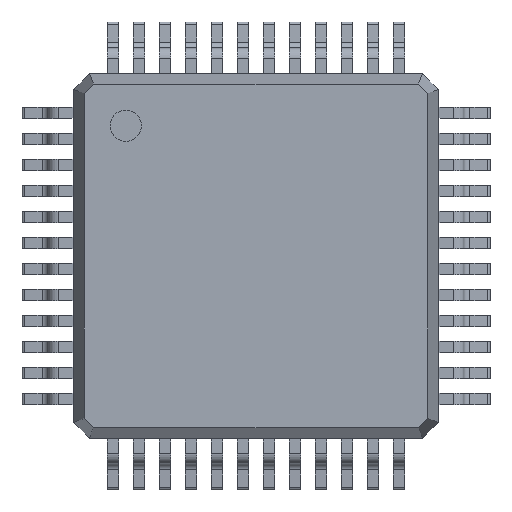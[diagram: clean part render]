
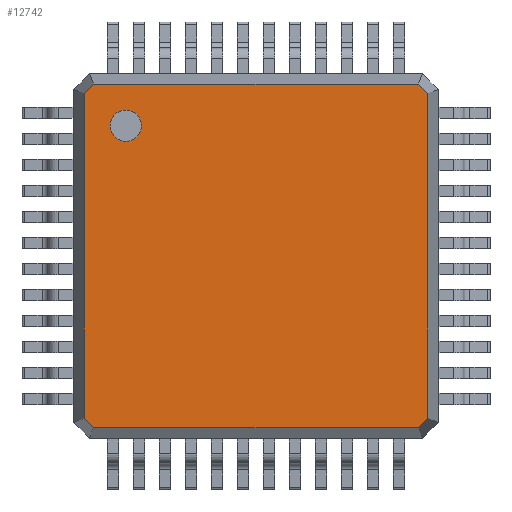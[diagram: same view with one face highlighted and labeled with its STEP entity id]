
A CAD part, top view. The second image highlights one B-rep face of the part: STEP entity #12742.
In plain terms, the highlighted planar face has unit normal (0, 0, 1).
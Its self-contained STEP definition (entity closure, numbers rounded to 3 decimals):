
#111=FACE_BOUND('',#1346,.T.);
#137=PLANE('',#13554);
#597=FACE_OUTER_BOUND('',#1345,.T.);
#1345=EDGE_LOOP('',(#8670,#8671,#8672,#8673,#8674,#8675,#8676,#8677));
#1346=EDGE_LOOP('',(#8678));
#2102=LINE('',#18937,#3455);
#2105=LINE('',#18942,#3458);
#2107=LINE('',#18946,#3460);
#2109=LINE('',#18950,#3462);
#2111=LINE('',#18954,#3464);
#2115=LINE('',#18962,#3468);
#2118=LINE('',#18968,#3471);
#2121=LINE('',#18972,#3474);
#3455=VECTOR('',#14924,10.);
#3458=VECTOR('',#14929,10.);
#3460=VECTOR('',#14933,10.);
#3462=VECTOR('',#14937,10.);
#3464=VECTOR('',#14941,10.);
#3468=VECTOR('',#14947,10.);
#3471=VECTOR('',#14952,10.);
#3474=VECTOR('',#14957,10.);
#4774=CIRCLE('',#13527,0.3);
#5352=VERTEX_POINT('',#18861);
#5375=VERTEX_POINT('',#18935);
#5376=VERTEX_POINT('',#18936);
#5377=VERTEX_POINT('',#18941);
#5378=VERTEX_POINT('',#18945);
#5379=VERTEX_POINT('',#18949);
#5380=VERTEX_POINT('',#18953);
#5383=VERTEX_POINT('',#18961);
#5385=VERTEX_POINT('',#18967);
#6634=EDGE_CURVE('',#5352,#5352,#4774,.T.);
#6670=EDGE_CURVE('',#5375,#5376,#2102,.T.);
#6673=EDGE_CURVE('',#5376,#5377,#2105,.T.);
#6675=EDGE_CURVE('',#5377,#5378,#2107,.T.);
#6677=EDGE_CURVE('',#5378,#5379,#2109,.T.);
#6679=EDGE_CURVE('',#5379,#5380,#2111,.T.);
#6683=EDGE_CURVE('',#5380,#5383,#2115,.T.);
#6686=EDGE_CURVE('',#5383,#5385,#2118,.T.);
#6689=EDGE_CURVE('',#5385,#5375,#2121,.T.);
#8670=ORIENTED_EDGE('',*,*,#6670,.F.);
#8671=ORIENTED_EDGE('',*,*,#6689,.F.);
#8672=ORIENTED_EDGE('',*,*,#6686,.F.);
#8673=ORIENTED_EDGE('',*,*,#6683,.F.);
#8674=ORIENTED_EDGE('',*,*,#6679,.F.);
#8675=ORIENTED_EDGE('',*,*,#6677,.F.);
#8676=ORIENTED_EDGE('',*,*,#6675,.F.);
#8677=ORIENTED_EDGE('',*,*,#6673,.F.);
#8678=ORIENTED_EDGE('',*,*,#6634,.T.);
#12742=ADVANCED_FACE('',(#597,#111),#137,.T.);
#13527=AXIS2_PLACEMENT_3D('',#18862,#14856,#14857);
#13554=AXIS2_PLACEMENT_3D('',#18979,#14967,#14968);
#14856=DIRECTION('center_axis',(0.,0.,-1.));
#14857=DIRECTION('ref_axis',(-1.,0.,0.));
#14924=DIRECTION('',(1.,0.,0.));
#14929=DIRECTION('',(0.707,-0.707,0.));
#14933=DIRECTION('',(0.,-1.,0.));
#14937=DIRECTION('',(-0.707,-0.707,0.));
#14941=DIRECTION('',(-1.,0.,0.));
#14947=DIRECTION('',(-0.707,0.707,0.));
#14952=DIRECTION('',(0.,1.,0.));
#14957=DIRECTION('',(0.707,0.707,0.));
#14967=DIRECTION('center_axis',(0.,0.,1.));
#14968=DIRECTION('ref_axis',(1.,0.,0.));
#18861=CARTESIAN_POINT('',(-2.2,2.5,1.6));
#18862=CARTESIAN_POINT('Origin',(-2.5,2.5,1.6));
#18935=CARTESIAN_POINT('',(-3.117,3.3,1.6));
#18936=CARTESIAN_POINT('',(3.117,3.3,1.6));
#18937=CARTESIAN_POINT('',(1.75,3.3,1.6));
#18941=CARTESIAN_POINT('',(3.3,3.117,1.6));
#18942=CARTESIAN_POINT('',(3.209,3.209,1.6));
#18945=CARTESIAN_POINT('',(3.3,-3.117,1.6));
#18946=CARTESIAN_POINT('',(3.3,-1.75,1.6));
#18949=CARTESIAN_POINT('',(3.117,-3.3,1.6));
#18950=CARTESIAN_POINT('',(3.209,-3.209,1.6));
#18953=CARTESIAN_POINT('',(-3.117,-3.3,1.6));
#18954=CARTESIAN_POINT('',(-1.75,-3.3,1.6));
#18961=CARTESIAN_POINT('',(-3.3,-3.117,1.6));
#18962=CARTESIAN_POINT('',(-3.209,-3.209,1.6));
#18967=CARTESIAN_POINT('',(-3.3,3.117,1.6));
#18968=CARTESIAN_POINT('',(-3.3,1.75,1.6));
#18972=CARTESIAN_POINT('',(-3.209,3.209,1.6));
#18979=CARTESIAN_POINT('Origin',(0.,0.,1.6));
